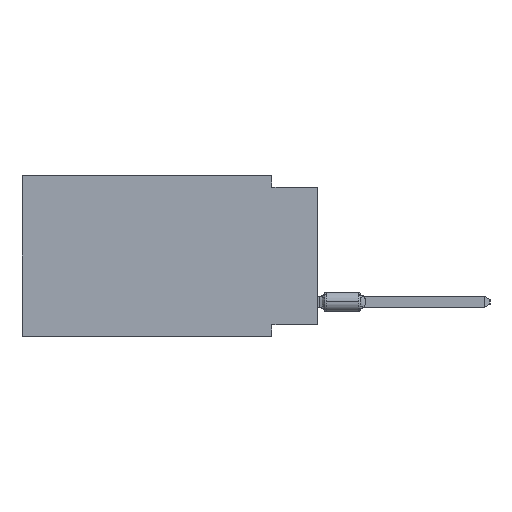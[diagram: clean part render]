
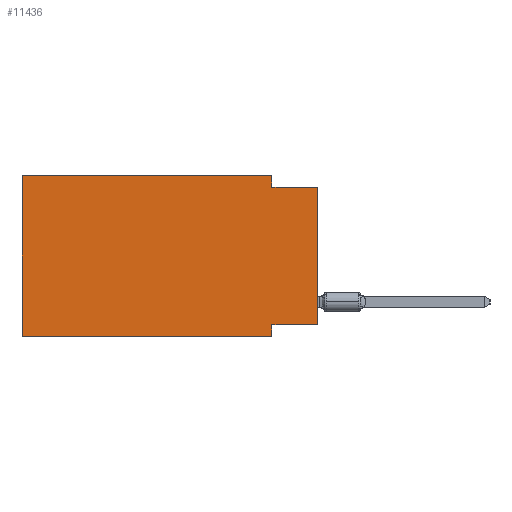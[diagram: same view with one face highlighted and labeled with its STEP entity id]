
A CAD part, left-side view. The second image highlights one B-rep face of the part: STEP entity #11436.
In plain terms, the highlighted planar face has unit normal (-1, 0, 0).
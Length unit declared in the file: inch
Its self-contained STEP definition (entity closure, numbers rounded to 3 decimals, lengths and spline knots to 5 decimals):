
#2113 = EDGE_CURVE ( 'NONE', #44508, #14392, #71981, .T. ) ;
#2292 = DIRECTION ( 'NONE',  ( 0., -1., 0. ) ) ;
#2313 = LINE ( 'NONE', #41763, #17898 ) ;
#4460 = VECTOR ( 'NONE', #25476, 39.37008 ) ;
#8500 = EDGE_CURVE ( 'NONE', #31131, #59077, #53431, .T. ) ;
#8986 = DIRECTION ( 'NONE',  ( 0., 0., -1. ) ) ;
#9806 = ORIENTED_EDGE ( 'NONE', *, *, #8500, .F. ) ;
#10540 = CARTESIAN_POINT ( 'NONE',  ( 0., 0., -0.025 ) ) ;
#11436 = ADVANCED_FACE ( 'NONE', ( #19978 ), #42266, .F. ) ;
#13066 = VERTEX_POINT ( 'NONE', #44469 ) ;
#14392 = VERTEX_POINT ( 'NONE', #72181 ) ;
#17898 = VECTOR ( 'NONE', #46553, 39.37008 ) ;
#19075 = ORIENTED_EDGE ( 'NONE', *, *, #72013, .T. ) ;
#19978 = FACE_OUTER_BOUND ( 'NONE', #37521, .T. ) ;
#20699 = ORIENTED_EDGE ( 'NONE', *, *, #25208, .F. ) ;
#23601 = VECTOR ( 'NONE', #70191, 39.37008 ) ;
#23619 = LINE ( 'NONE', #66736, #62001 ) ;
#25208 = EDGE_CURVE ( 'NONE', #46619, #31131, #29883, .T. ) ;
#25440 = EDGE_CURVE ( 'NONE', #13066, #64368, #23619, .T. ) ;
#25476 = DIRECTION ( 'NONE',  ( 0., 0., 1. ) ) ;
#27211 = EDGE_CURVE ( 'NONE', #52451, #44508, #2313, .T. ) ;
#29883 = LINE ( 'NONE', #52188, #68987 ) ;
#30888 = LINE ( 'NONE', #53194, #31845 ) ;
#31131 = VERTEX_POINT ( 'NONE', #32473 ) ;
#31766 = ORIENTED_EDGE ( 'NONE', *, *, #2113, .F. ) ;
#31845 = VECTOR ( 'NONE', #53543, 39.37008 ) ;
#32473 = CARTESIAN_POINT ( 'NONE',  ( 0., 0.1, -0.025 ) ) ;
#32822 = VECTOR ( 'NONE', #57270, 39.37008 ) ;
#33462 = DIRECTION ( 'NONE',  ( 0., 0., 1. ) ) ;
#36439 = LINE ( 'NONE', #70050, #4460 ) ;
#37521 = EDGE_LOOP ( 'NONE', ( #55293, #9806, #20699, #45031, #38391, #19075, #31766, #38059 ) ) ;
#38059 = ORIENTED_EDGE ( 'NONE', *, *, #27211, .F. ) ;
#38391 = ORIENTED_EDGE ( 'NONE', *, *, #25440, .F. ) ;
#41763 = CARTESIAN_POINT ( 'NONE',  ( 0., 0., -0.325 ) ) ;
#42223 = CARTESIAN_POINT ( 'NONE',  ( 0., 0., -0.325 ) ) ;
#42266 = PLANE ( 'NONE',  #56034 ) ;
#42479 = CARTESIAN_POINT ( 'NONE',  ( 0., 0., -0.025 ) ) ;
#44469 = CARTESIAN_POINT ( 'NONE',  ( 0., 0.645, -0.35 ) ) ;
#44508 = VERTEX_POINT ( 'NONE', #68399 ) ;
#45031 = ORIENTED_EDGE ( 'NONE', *, *, #47365, .F. ) ;
#46553 = DIRECTION ( 'NONE',  ( 0., 1., 0. ) ) ;
#46619 = VERTEX_POINT ( 'NONE', #69666 ) ;
#46715 = DIRECTION ( 'NONE',  ( 0., 0., -1. ) ) ;
#47365 = EDGE_CURVE ( 'NONE', #64368, #46619, #54840, .T. ) ;
#47913 = CARTESIAN_POINT ( 'NONE',  ( 0., 0.645, 0. ) ) ;
#50054 = VECTOR ( 'NONE', #2292, 39.37008 ) ;
#52188 = CARTESIAN_POINT ( 'NONE',  ( 0., 0.1, 0. ) ) ;
#52451 = VERTEX_POINT ( 'NONE', #42223 ) ;
#53194 = CARTESIAN_POINT ( 'NONE',  ( 0., 0.645, -0.35 ) ) ;
#53431 = LINE ( 'NONE', #42479, #50054 ) ;
#53543 = DIRECTION ( 'NONE',  ( 0., -1., 0. ) ) ;
#54840 = LINE ( 'NONE', #47913, #23601 ) ;
#55293 = ORIENTED_EDGE ( 'NONE', *, *, #60541, .T. ) ;
#56034 = AXIS2_PLACEMENT_3D ( 'NONE', #64553, #59073, #8986 ) ;
#57270 = DIRECTION ( 'NONE',  ( 0., 0., -1. ) ) ;
#59073 = DIRECTION ( 'NONE',  ( 1., 0., 0. ) ) ;
#59077 = VERTEX_POINT ( 'NONE', #10540 ) ;
#60541 = EDGE_CURVE ( 'NONE', #52451, #59077, #36439, .T. ) ;
#61023 = CARTESIAN_POINT ( 'NONE',  ( 0., 0.1, -0.35 ) ) ;
#62001 = VECTOR ( 'NONE', #33462, 39.37008 ) ;
#64368 = VERTEX_POINT ( 'NONE', #65337 ) ;
#64553 = CARTESIAN_POINT ( 'NONE',  ( 0., 0.645, 0. ) ) ;
#65337 = CARTESIAN_POINT ( 'NONE',  ( 0., 0.645, 0. ) ) ;
#66736 = CARTESIAN_POINT ( 'NONE',  ( 0., 0.645, 0. ) ) ;
#68399 = CARTESIAN_POINT ( 'NONE',  ( 0., 0.1, -0.325 ) ) ;
#68987 = VECTOR ( 'NONE', #46715, 39.37008 ) ;
#69666 = CARTESIAN_POINT ( 'NONE',  ( 0., 0.1, 0. ) ) ;
#70050 = CARTESIAN_POINT ( 'NONE',  ( 0., 0., 0. ) ) ;
#70191 = DIRECTION ( 'NONE',  ( 0., -1., 0. ) ) ;
#71981 = LINE ( 'NONE', #61023, #32822 ) ;
#72013 = EDGE_CURVE ( 'NONE', #13066, #14392, #30888, .T. ) ;
#72181 = CARTESIAN_POINT ( 'NONE',  ( 0., 0.1, -0.35 ) ) ;
